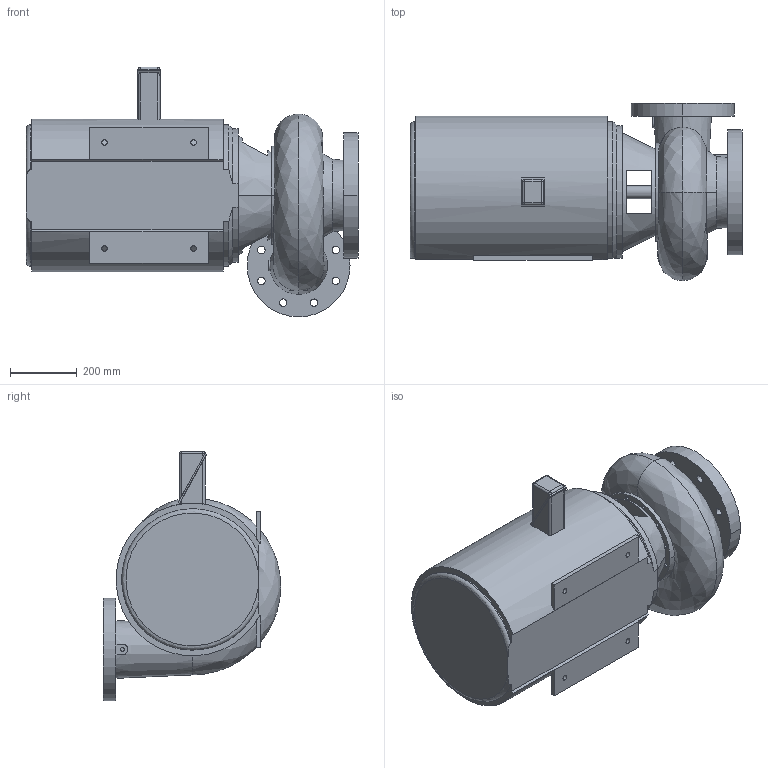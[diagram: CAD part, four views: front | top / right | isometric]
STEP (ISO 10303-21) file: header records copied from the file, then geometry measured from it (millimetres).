
FILE_DESCRIPTION((''),'2;1');
FILE_NAME('001_E1531_Y_FLANGE_ASM','2024-12-12T19:47:04',('Administrator'),(''),'CREO PARAMETRIC BY PTC INC, 2020184','CREO PARAMETRIC BY PTC INC, 2020184','');
FILE_SCHEMA(('AUTOMOTIVE_DESIGN { 1 0 10303 214 1 1 1 1 }'));
Length unit declared in the file: inch
Products named in the file (5): 6BD_NO_FOOT; BG-E1531-600BD-324-SS-A; BG-E1531-600BD-324-SS-M; BG-E1531-600BD-324-SS_ASM; 001_E1531_Y_FLANGE_ASM
Assembly tree (4 placements, depth 3):
  001_E1531_Y_FLANGE_ASM
    BG-E1531-600BD-324-SS_ASM
      6BD_NO_FOOT
      BG-E1531-600BD-324-SS-A
      BG-E1531-600BD-324-SS-M
Bounding box: 993.77 x 531.2 x 747.65 mm (x, y, z)
Volume: 133913613.9 mm3; surface area: 2978279.8 mm2
Topology: 3 solids, 3 shells, 262 faces, 675 edges, 469 vertices
Faces by surface type: cylinder 117, plane 68, cone 66, bspline 4, sphere 4, torus 3
Entity records: 11822 total; most frequent: CARTESIAN_POINT 2448, DIRECTION 1451, ORIENTED_EDGE 1220, PRESENTATION_STYLE_ASSIGNMENT 703, STYLED_ITEM 657, CURVE_STYLE 654, EDGE_CURVE 610, AXIS2_PLACEMENT_3D 570
